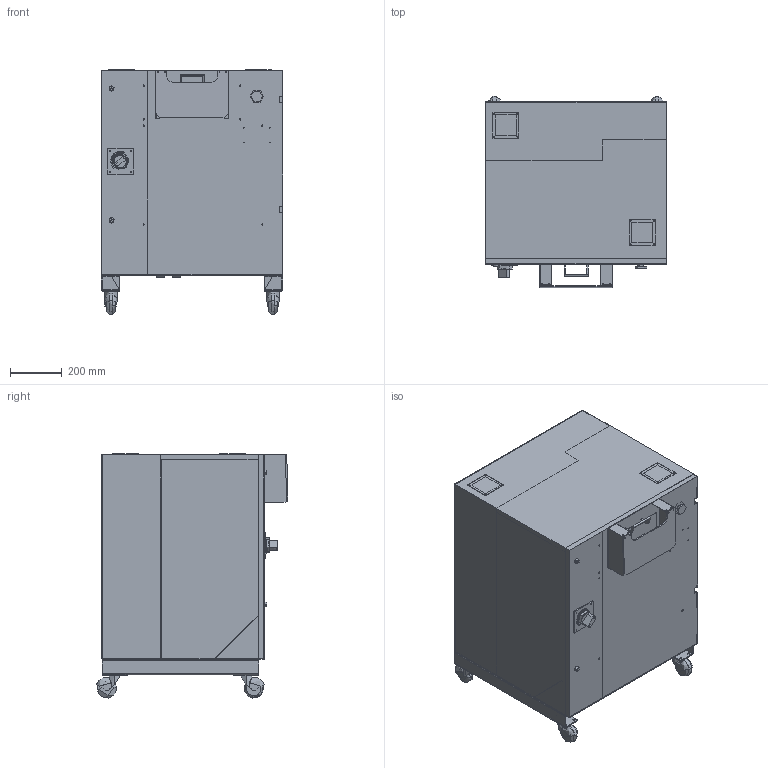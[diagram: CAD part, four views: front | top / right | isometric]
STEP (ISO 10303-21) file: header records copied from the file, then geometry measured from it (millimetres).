
FILE_DESCRIPTION (( 'STEP AP203' ), '1' );
FILE_NAME ('Hi5a-S Á¦¾î±â 203 2.STEP', '2020-03-23T02:10:02', ( 'fulluser' ), ( '' ), 'SwSTEP 2.0', 'SolidWorks 2017', '' );
FILE_SCHEMA (( 'CONFIG_CONTROL_DESIGN' ));
Length unit declared in the file: millimetre
Products named in the file (1): Hi5a-S 薯橫晦 203 2
Bounding box: 700 x 738.41 x 940.65 mm (x, y, z)
Topology: 0 solids, 956 shells, 4152 faces, 14016 edges, 10881 vertices
Faces by surface type: cylinder 2201, plane 1875, bspline 72, cone 4
Full cylindrical faces by diameter (mm): 1.024 x2
Entity records: 192708 total; most frequent: CARTESIAN_POINT 71583, DIRECTION 23916, ORIENTED_EDGE 22496, EDGE_CURVE 14017, VERTEX_POINT 10881, AXIS2_PLACEMENT_3D 8084, LINE 7748, VECTOR 7748
